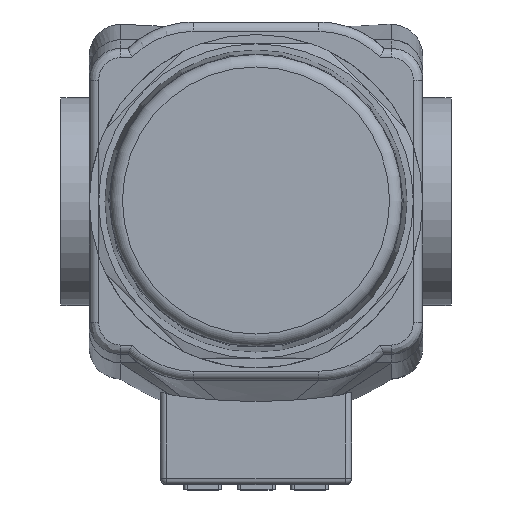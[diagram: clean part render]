
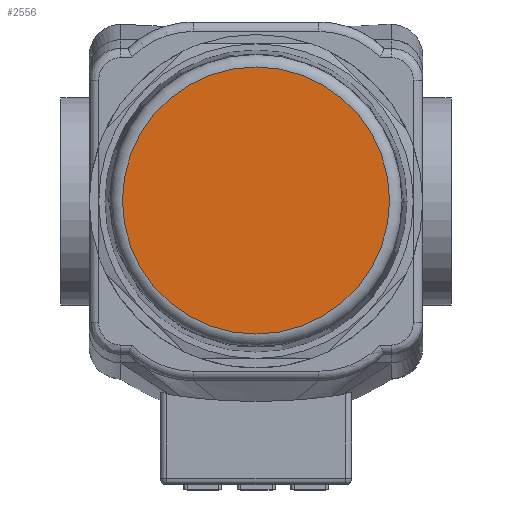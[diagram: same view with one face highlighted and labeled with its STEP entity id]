
A CAD part, top view. The second image highlights one B-rep face of the part: STEP entity #2556.
In plain terms, the highlighted planar face has unit normal (0, 0, 1).
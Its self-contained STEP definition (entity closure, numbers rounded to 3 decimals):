
#2533=CARTESIAN_POINT('',(21.223,0.0,105.5));
#2534=VERTEX_POINT('',#2533);
#2535=CARTESIAN_POINT('',(0.0,0.0,105.5));
#2536=DIRECTION('',(0.0,0.0,1.0));
#2537=DIRECTION('',(1.0,0.0,0.0));
#2538=AXIS2_PLACEMENT_3D('',#2535,#2536,#2537);
#2539=CIRCLE('',#2538,21.223);
#2540=EDGE_CURVE('',#2534,#2534,#2539,.T.);
#2548=CARTESIAN_POINT('',(10.612,0.0,105.5));
#2549=DIRECTION('',(0.0,0.0,1.0));
#2550=DIRECTION('',(1.0,0.0,0.0));
#2551=AXIS2_PLACEMENT_3D('',#2548,#2549,#2550);
#2552=PLANE('',#2551);
#2553=ORIENTED_EDGE('',*,*,#2540,.T.);
#2554=EDGE_LOOP('',(#2553));
#2555=FACE_OUTER_BOUND('',#2554,.T.);
#2556=ADVANCED_FACE('',(#2555),#2552,.T.);
